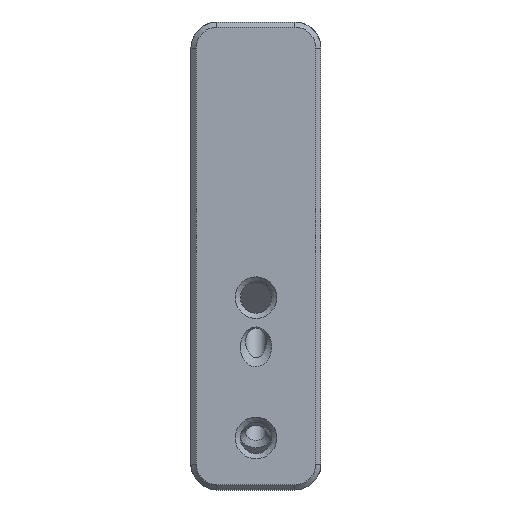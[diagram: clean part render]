
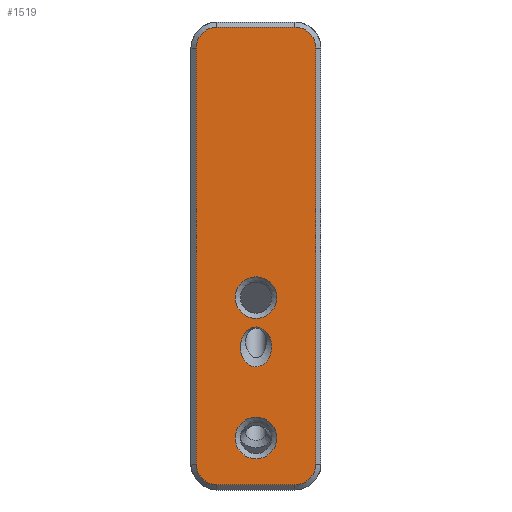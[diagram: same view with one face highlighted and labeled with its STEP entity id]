
A CAD part, front view. The second image highlights one B-rep face of the part: STEP entity #1519.
In plain terms, the highlighted planar face has unit normal (0, -1, 0).
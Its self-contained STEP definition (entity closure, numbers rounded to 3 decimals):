
#22=FACE_BOUND('',#241,.T.);
#23=FACE_BOUND('',#242,.T.);
#24=FACE_BOUND('',#243,.T.);
#52=B_SPLINE_CURVE_WITH_KNOTS('',3,(#2427,#2428,#2429,#2430,#2431,#2432,
#2433,#2434,#2435,#2436,#2437,#2438,#2439,#2440,#2441,#2442),
 .UNSPECIFIED.,.T.,.F.,(4,1,1,1,1,1,1,1,1,1,1,1,1,4),(-3.142,
-2.693,-2.244,-1.346,-0.898,
-0.449,-0.15,0.15,0.449,
0.898,1.346,2.244,2.693,3.142),
 .UNSPECIFIED.);
#74=PLANE('',#1636);
#146=FACE_OUTER_BOUND('',#240,.T.);
#240=EDGE_LOOP('',(#1165,#1166,#1167,#1168,#1169,#1170,#1171,#1172));
#241=EDGE_LOOP('',(#1173));
#242=EDGE_LOOP('',(#1174));
#243=EDGE_LOOP('',(#1175));
#323=CIRCLE('',#1618,4.);
#325=CIRCLE('',#1622,4.);
#327=CIRCLE('',#1626,4.);
#329=CIRCLE('',#1630,4.);
#331=CIRCLE('',#1637,4.);
#332=CIRCLE('',#1638,4.);
#391=LINE('',#2374,#557);
#396=LINE('',#2387,#562);
#400=LINE('',#2399,#566);
#402=LINE('',#2407,#568);
#557=VECTOR('',#1810,10.);
#562=VECTOR('',#1823,10.);
#566=VECTOR('',#1835,10.);
#568=VECTOR('',#1845,10.);
#722=VERTEX_POINT('',#2367);
#723=VERTEX_POINT('',#2369);
#724=VERTEX_POINT('',#2373);
#725=VERTEX_POINT('',#2377);
#727=VERTEX_POINT('',#2383);
#729=VERTEX_POINT('',#2389);
#731=VERTEX_POINT('',#2395);
#733=VERTEX_POINT('',#2401);
#739=VERTEX_POINT('',#2424);
#740=VERTEX_POINT('',#2426);
#741=VERTEX_POINT('',#2443);
#870=EDGE_CURVE('',#723,#722,#323,.T.);
#871=EDGE_CURVE('',#722,#724,#391,.T.);
#875=EDGE_CURVE('',#724,#725,#325,.T.);
#878=EDGE_CURVE('',#725,#727,#396,.T.);
#881=EDGE_CURVE('',#727,#729,#327,.T.);
#884=EDGE_CURVE('',#729,#731,#400,.T.);
#887=EDGE_CURVE('',#731,#733,#329,.T.);
#888=EDGE_CURVE('',#733,#723,#402,.T.);
#897=EDGE_CURVE('',#739,#739,#331,.T.);
#898=EDGE_CURVE('',#740,#740,#52,.T.);
#899=EDGE_CURVE('',#741,#741,#332,.T.);
#1165=ORIENTED_EDGE('',*,*,#870,.F.);
#1166=ORIENTED_EDGE('',*,*,#888,.F.);
#1167=ORIENTED_EDGE('',*,*,#887,.F.);
#1168=ORIENTED_EDGE('',*,*,#884,.F.);
#1169=ORIENTED_EDGE('',*,*,#881,.F.);
#1170=ORIENTED_EDGE('',*,*,#878,.F.);
#1171=ORIENTED_EDGE('',*,*,#875,.F.);
#1172=ORIENTED_EDGE('',*,*,#871,.F.);
#1173=ORIENTED_EDGE('',*,*,#897,.F.);
#1174=ORIENTED_EDGE('',*,*,#898,.F.);
#1175=ORIENTED_EDGE('',*,*,#899,.F.);
#1519=ADVANCED_FACE('',(#146,#22,#23,#24),#74,.T.);
#1618=AXIS2_PLACEMENT_3D('',#2371,#1806,#1807);
#1622=AXIS2_PLACEMENT_3D('',#2381,#1817,#1818);
#1626=AXIS2_PLACEMENT_3D('',#2393,#1829,#1830);
#1630=AXIS2_PLACEMENT_3D('',#2405,#1841,#1842);
#1636=AXIS2_PLACEMENT_3D('',#2423,#1861,#1862);
#1637=AXIS2_PLACEMENT_3D('',#2425,#1863,#1864);
#1638=AXIS2_PLACEMENT_3D('',#2444,#1865,#1866);
#1806=DIRECTION('center_axis',(0.,1.,0.));
#1807=DIRECTION('ref_axis',(0.707,0.,0.707));
#1810=DIRECTION('',(0.,0.,-1.));
#1817=DIRECTION('center_axis',(0.,1.,0.));
#1818=DIRECTION('ref_axis',(0.707,0.,-0.707));
#1823=DIRECTION('',(-1.,0.,0.));
#1829=DIRECTION('center_axis',(0.,1.,0.));
#1830=DIRECTION('ref_axis',(-0.707,0.,-0.707));
#1835=DIRECTION('',(0.,0.,1.));
#1841=DIRECTION('center_axis',(0.,1.,0.));
#1842=DIRECTION('ref_axis',(-0.707,0.,0.707));
#1845=DIRECTION('',(1.,0.,0.));
#1861=DIRECTION('center_axis',(0.,-1.,0.));
#1862=DIRECTION('ref_axis',(0.,0.,1.));
#1863=DIRECTION('center_axis',(0.,-1.,0.));
#1864=DIRECTION('ref_axis',(-1.,0.,0.));
#1865=DIRECTION('center_axis',(0.,-1.,0.));
#1866=DIRECTION('ref_axis',(-1.,0.,0.));
#2367=CARTESIAN_POINT('',(-1.,0.,-5.));
#2369=CARTESIAN_POINT('',(-5.,0.,-1.));
#2371=CARTESIAN_POINT('Origin',(-5.,0.,-5.));
#2373=CARTESIAN_POINT('',(-1.,0.,-85.));
#2374=CARTESIAN_POINT('',(-1.,0.,-67.5));
#2377=CARTESIAN_POINT('',(-5.,0.,-89.));
#2381=CARTESIAN_POINT('Origin',(-5.,0.,-85.));
#2383=CARTESIAN_POINT('',(-20.,0.,-89.));
#2387=CARTESIAN_POINT('',(0.,0.,-89.));
#2389=CARTESIAN_POINT('',(-24.,0.,-85.));
#2393=CARTESIAN_POINT('Origin',(-20.,0.,-85.));
#2395=CARTESIAN_POINT('',(-24.,0.,-5.));
#2399=CARTESIAN_POINT('',(-24.,0.,-67.5));
#2401=CARTESIAN_POINT('',(-20.,0.,-1.));
#2405=CARTESIAN_POINT('Origin',(-20.,0.,-5.));
#2407=CARTESIAN_POINT('',(0.,0.,-1.));
#2423=CARTESIAN_POINT('Origin',(0.,0.,-90.));
#2424=CARTESIAN_POINT('',(-8.5,0.,-53.));
#2425=CARTESIAN_POINT('Origin',(-12.5,0.,-53.));
#2426=CARTESIAN_POINT('',(-12.5,0.,-58.639));
#2427=CARTESIAN_POINT('Ctrl Pts',(-12.5,0.,-58.639));
#2428=CARTESIAN_POINT('Ctrl Pts',(-13.011,0.,
-58.639));
#2429=CARTESIAN_POINT('Ctrl Pts',(-14.014,0.,
-58.983));
#2430=CARTESIAN_POINT('Ctrl Pts',(-15.352,0.,
-60.55));
#2431=CARTESIAN_POINT('Ctrl Pts',(-15.689,0.,
-62.773));
#2432=CARTESIAN_POINT('Ctrl Pts',(-15.019,0.,
-64.777));
#2433=CARTESIAN_POINT('Ctrl Pts',(-14.125,0.,
-65.819));
#2434=CARTESIAN_POINT('Ctrl Pts',(-13.024,0.,
-66.313));
#2435=CARTESIAN_POINT('Ctrl Pts',(-11.975,0.,
-66.313));
#2436=CARTESIAN_POINT('Ctrl Pts',(-10.875,0.,
-65.819));
#2437=CARTESIAN_POINT('Ctrl Pts',(-9.982,0.,
-64.777));
#2438=CARTESIAN_POINT('Ctrl Pts',(-9.312,0.,
-62.773));
#2439=CARTESIAN_POINT('Ctrl Pts',(-9.648,0.,
-60.549));
#2440=CARTESIAN_POINT('Ctrl Pts',(-10.986,0.,
-58.984));
#2441=CARTESIAN_POINT('Ctrl Pts',(-11.989,0.,
-58.639));
#2442=CARTESIAN_POINT('Ctrl Pts',(-12.5,0.,-58.639));
#2443=CARTESIAN_POINT('',(-8.5,0.,-80.));
#2444=CARTESIAN_POINT('Origin',(-12.5,0.,-80.));
